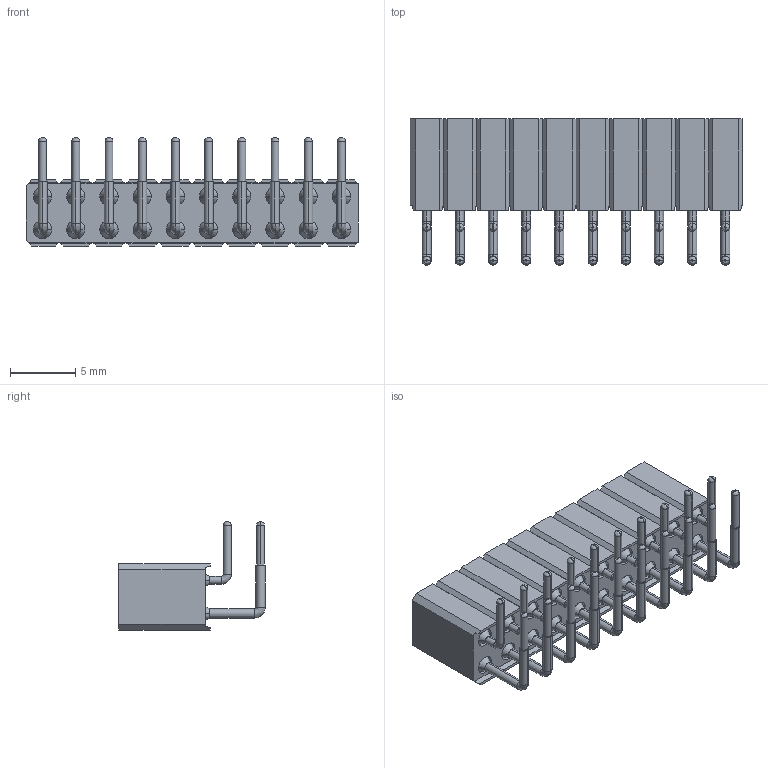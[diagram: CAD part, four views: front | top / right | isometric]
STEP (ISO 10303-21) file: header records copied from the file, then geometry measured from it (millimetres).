
FILE_DESCRIPTION( ('This file contains a STEP AP42 implementation' ,'as created by ZW3D STEP Interface translator.') ,'2;1' );
FILE_NAME( '3521-702XXRXX124X1.stp' ,'231017. 83629', (''), ('ZWCAD Software Co.'), 'Version 1.0', 'ZW3D to STEP translator', '' );
FILE_SCHEMA(('AUTOMOTIVE_DESIGN { 1 0 10303 214 1 1 1 1 }'));
Length unit declared in the file: millimetre
Products named in the file (2): 0; 3521-70220RXX124X1
Bounding box: 25.4 x 11.19 x 8.28 mm (x, y, z)
Volume: 739.4 mm3; surface area: 2638.3 mm2
Topology: 1 solids, 1 shells, 1944 faces, 4846 edges, 2984 vertices
Faces by surface type: bspline 740, plane 704, cone 460, cylinder 40
Entity records: 104849 total; most frequent: CARTESIAN_POINT 69655, ORIENTED_EDGE 9612, EDGE_CURVE 4806, B_SPLINE_CURVE_WITH_KNOTS 4713, VERTEX_POINT 2984, DIRECTION 2514, EDGE_LOOP 2064, FACE_OUTER_BOUND 1944
